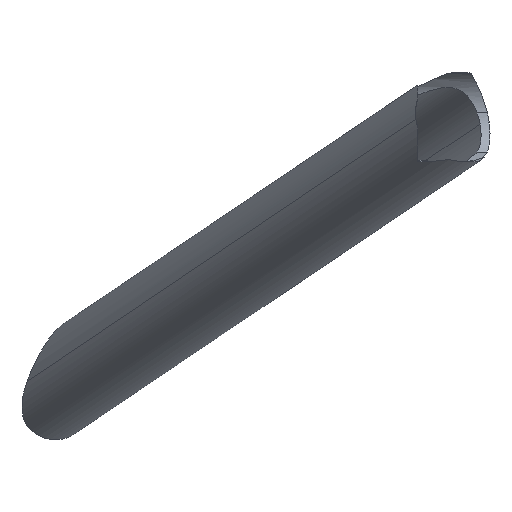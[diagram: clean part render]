
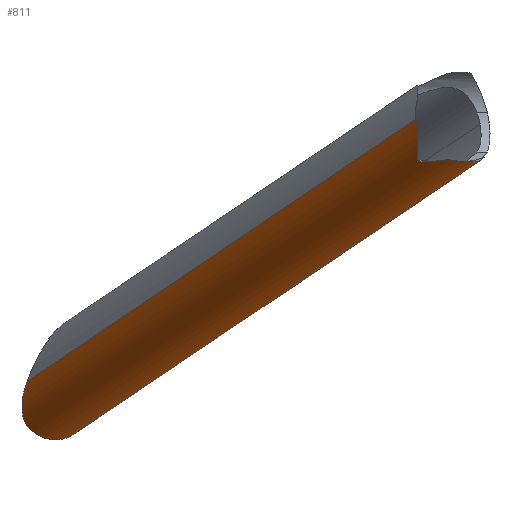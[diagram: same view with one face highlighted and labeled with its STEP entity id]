
A CAD part, left-side view. The second image highlights one B-rep face of the part: STEP entity #811.
In plain terms, the highlighted cylindrical face has radius 10 mm (diameter 20 mm), a partial arc.
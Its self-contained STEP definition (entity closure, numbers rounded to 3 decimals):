
#113=CARTESIAN_POINT('Vertex',(-1811.675,267.326,-121.677)) ;
#117=CARTESIAN_POINT('Control Point',(-1811.675,267.326,-121.677)) ;
#118=CARTESIAN_POINT('Control Point',(-1812.711,267.537,-122.88)) ;
#119=CARTESIAN_POINT('Control Point',(-1813.868,268.003,-123.934)) ;
#120=CARTESIAN_POINT('Control Point',(-1815.049,268.751,-124.809)) ;
#121=CARTESIAN_POINT('Control Point',(-1817.109,270.569,-125.971)) ;
#122=CARTESIAN_POINT('Control Point',(-1818.863,272.942,-126.252)) ;
#123=CARTESIAN_POINT('Control Point',(-1819.571,274.082,-126.185)) ;
#124=CARTESIAN_POINT('Control Point',(-1820.431,275.668,-125.807)) ;
#125=CARTESIAN_POINT('Control Point',(-1821.211,277.104,-125.011)) ;
#126=CARTESIAN_POINT('Control Point',(-1821.418,277.478,-124.763)) ;
#127=CARTESIAN_POINT('Control Point',(-1821.852,278.217,-124.176)) ;
#128=CARTESIAN_POINT('Control Point',(-1822.289,278.828,-123.459)) ;
#129=CARTESIAN_POINT('Control Point',(-1822.521,279.105,-123.052)) ;
#130=CARTESIAN_POINT('Control Point',(-1822.97,279.535,-122.236)) ;
#131=CARTESIAN_POINT('Control Point',(-1823.433,279.799,-121.361)) ;
#132=CARTESIAN_POINT('Control Point',(-1823.653,279.887,-120.942)) ;
#133=CARTESIAN_POINT('Control Point',(-1824.494,280.106,-119.333)) ;
#134=CARTESIAN_POINT('Control Point',(-1825.336,279.933,-117.697)) ;
#135=CARTESIAN_POINT('Control Point',(-1825.933,279.686,-116.514)) ;
#136=CARTESIAN_POINT('Control Point',(-1826.497,279.352,-115.334)) ;
#137=CARTESIAN_POINT('Control Point',(-1827.013,278.946,-114.159)) ;
#138=CARTESIAN_POINT('Vertex',(-1827.013,278.946,-114.159)) ;
#373=CARTESIAN_POINT('Control Point',(-1914.903,184.264,-60.976)) ;
#374=CARTESIAN_POINT('Control Point',(-1915.246,183.994,-62.815)) ;
#375=CARTESIAN_POINT('Control Point',(-1916.057,183.949,-64.604)) ;
#376=CARTESIAN_POINT('Control Point',(-1917.313,184.184,-66.093)) ;
#377=CARTESIAN_POINT('Control Point',(-1918.791,184.623,-67.186)) ;
#378=CARTESIAN_POINT('Vertex',(-1914.903,184.264,-60.976)) ;
#380=CARTESIAN_POINT('Vertex',(-1918.791,184.623,-67.186)) ;
#503=CARTESIAN_POINT('Vertex',(-1924.266,198.849,-69.132)) ;
#507=CARTESIAN_POINT('Control Point',(-1927.64,192.316,-68.711)) ;
#508=CARTESIAN_POINT('Control Point',(-1927.085,193.673,-68.88)) ;
#509=CARTESIAN_POINT('Control Point',(-1926.411,194.981,-69.039)) ;
#510=CARTESIAN_POINT('Control Point',(-1925.74,196.291,-69.128)) ;
#511=CARTESIAN_POINT('Control Point',(-1925.017,197.58,-69.167)) ;
#512=CARTESIAN_POINT('Control Point',(-1924.266,198.849,-69.132)) ;
#513=CARTESIAN_POINT('Vertex',(-1927.64,192.316,-68.711)) ;
#557=CARTESIAN_POINT('Vertex',(-1918.781,185.832,-68.463)) ;
#570=CARTESIAN_POINT('Vertex',(-1920.533,185.204,-68.218)) ;
#574=CARTESIAN_POINT('Control Point',(-1920.533,185.204,-68.218)) ;
#575=CARTESIAN_POINT('Control Point',(-1919.947,185.405,-68.304)) ;
#576=CARTESIAN_POINT('Control Point',(-1919.363,185.616,-68.387)) ;
#577=CARTESIAN_POINT('Control Point',(-1918.781,185.832,-68.463)) ;
#593=CARTESIAN_POINT('Control Point',(-1918.791,184.623,-67.186)) ;
#594=CARTESIAN_POINT('Control Point',(-1918.789,184.852,-67.453)) ;
#595=CARTESIAN_POINT('Control Point',(-1918.787,185.088,-67.714)) ;
#596=CARTESIAN_POINT('Control Point',(-1918.785,185.33,-67.97)) ;
#597=CARTESIAN_POINT('Control Point',(-1918.783,185.578,-68.219)) ;
#598=CARTESIAN_POINT('Control Point',(-1918.781,185.832,-68.463)) ;
#608=CARTESIAN_POINT('Control Point',(-1920.533,185.204,-68.218)) ;
#609=CARTESIAN_POINT('Control Point',(-1921.626,185.606,-68.724)) ;
#610=CARTESIAN_POINT('Control Point',(-1922.774,186.077,-69.054)) ;
#611=CARTESIAN_POINT('Control Point',(-1923.93,186.615,-69.211)) ;
#612=CARTESIAN_POINT('Control Point',(-1925.081,187.178,-69.196)) ;
#613=CARTESIAN_POINT('Control Point',(-1926.16,187.828,-69.041)) ;
#614=CARTESIAN_POINT('Vertex',(-1926.16,187.828,-69.041)) ;
#635=CARTESIAN_POINT('Control Point',(-1926.16,187.828,-69.041)) ;
#636=CARTESIAN_POINT('Control Point',(-1926.593,188.928,-69.211)) ;
#637=CARTESIAN_POINT('Control Point',(-1926.986,190.069,-69.221)) ;
#638=CARTESIAN_POINT('Control Point',(-1927.34,191.212,-69.054)) ;
#639=CARTESIAN_POINT('Control Point',(-1927.64,192.316,-68.711)) ;
#661=CARTESIAN_POINT('Control Point',(-1928.447,198.849,-62.245)) ;
#662=CARTESIAN_POINT('Control Point',(-1928.429,198.849,-62.315)) ;
#663=CARTESIAN_POINT('Control Point',(-1928.411,198.849,-62.385)) ;
#664=CARTESIAN_POINT('Control Point',(-1928.393,198.849,-62.454)) ;
#665=CARTESIAN_POINT('Control Point',(-1928.22,198.849,-63.074)) ;
#666=CARTESIAN_POINT('Control Point',(-1927.999,198.849,-63.679)) ;
#667=CARTESIAN_POINT('Control Point',(-1927.771,198.849,-64.205)) ;
#668=CARTESIAN_POINT('Control Point',(-1927.202,198.849,-65.348)) ;
#669=CARTESIAN_POINT('Control Point',(-1926.514,198.849,-66.425)) ;
#670=CARTESIAN_POINT('Control Point',(-1926.105,198.849,-67.)) ;
#671=CARTESIAN_POINT('Control Point',(-1925.496,198.849,-67.777)) ;
#672=CARTESIAN_POINT('Control Point',(-1924.844,198.849,-68.516)) ;
#673=CARTESIAN_POINT('Control Point',(-1924.655,198.849,-68.725)) ;
#674=CARTESIAN_POINT('Control Point',(-1924.462,198.849,-68.93)) ;
#675=CARTESIAN_POINT('Control Point',(-1924.266,198.849,-69.132)) ;
#676=CARTESIAN_POINT('Vertex',(-1928.447,198.849,-62.245)) ;
#703=CARTESIAN_POINT('Vertex',(-1928.205,199.246,-60.485)) ;
#707=CARTESIAN_POINT('Control Point',(-1928.447,198.849,-62.245)) ;
#708=CARTESIAN_POINT('Control Point',(-1928.386,199.035,-61.67)) ;
#709=CARTESIAN_POINT('Control Point',(-1928.305,199.168,-61.079)) ;
#710=CARTESIAN_POINT('Control Point',(-1928.205,199.246,-60.485)) ;
#758=CARTESIAN_POINT('Vertex',(-1809.106,267.591,-117.093)) ;
#761=CARTESIAN_POINT('Line Origine',(-1873.368,242.436,-89.571)) ;
#766=CARTESIAN_POINT('Line Origine',(-1860.993,226.725,-89.571)) ;
#785=CARTESIAN_POINT('Axis2P3D Location',(-1867.18,234.58,-89.571)) ;
#791=CARTESIAN_POINT('Control Point',(-1809.106,267.591,-117.093)) ;
#792=CARTESIAN_POINT('Control Point',(-1809.42,267.344,-118.365)) ;
#793=CARTESIAN_POINT('Control Point',(-1810.039,267.159,-119.57)) ;
#794=CARTESIAN_POINT('Control Point',(-1810.812,267.15,-120.677)) ;
#795=CARTESIAN_POINT('Control Point',(-1811.675,267.326,-121.677)) ;
#762=DIRECTION('Vector Direction',(0.725,0.571,-0.385)) ;
#767=DIRECTION('Vector Direction',(0.725,0.571,-0.385)) ;
#786=DIRECTION('Axis2P3D Direction',(0.725,0.571,-0.385)) ;
#787=DIRECTION('Axis2P3D XDirection',(0.619,-0.786,0.)) ;
#788=AXIS2_PLACEMENT_3D('Cylinder Axis2P3D',#785,#786,#787) ;
#798=ORIENTED_EDGE('',*,*,#140,.F.) ;
#799=ORIENTED_EDGE('',*,*,#796,.F.) ;
#800=ORIENTED_EDGE('',*,*,#770,.T.) ;
#801=ORIENTED_EDGE('',*,*,#382,.T.) ;
#802=ORIENTED_EDGE('',*,*,#599,.T.) ;
#803=ORIENTED_EDGE('',*,*,#578,.F.) ;
#804=ORIENTED_EDGE('',*,*,#616,.T.) ;
#805=ORIENTED_EDGE('',*,*,#640,.T.) ;
#806=ORIENTED_EDGE('',*,*,#515,.T.) ;
#807=ORIENTED_EDGE('',*,*,#678,.F.) ;
#808=ORIENTED_EDGE('',*,*,#711,.T.) ;
#809=ORIENTED_EDGE('',*,*,#765,.F.) ;
#763=VECTOR('Line Direction',#762,1.) ;
#768=VECTOR('Line Direction',#767,1.) ;
#811=ADVANCED_FACE('Corps principal',(#810),#789,.T.) ;
#116=B_SPLINE_CURVE_WITH_KNOTS('',5,(#117,#118,#119,#120,#121,#122,#123,#124,#125,#126,#127,#128,#129,#130,#131,#132,#133,#134,#135,#136,#137),.UNSPECIFIED.,.F.,.U.,(6,3,3,3,3,3,6),(0.,11.326,20.67,24.15,27.985,31.373,40.894),.UNSPECIFIED.) ;
#372=B_SPLINE_CURVE_WITH_KNOTS('',4,(#373,#374,#375,#376,#377),.UNSPECIFIED.,.F.,.U.,(5,5),(0.,10.688),.UNSPECIFIED.) ;
#506=B_SPLINE_CURVE_WITH_KNOTS('',5,(#507,#508,#509,#510,#511,#512),.UNSPECIFIED.,.F.,.U.,(6,6),(30.496,40.929),.UNSPECIFIED.) ;
#573=B_SPLINE_CURVE_WITH_KNOTS('',3,(#574,#575,#576,#577),.UNSPECIFIED.,.F.,.U.,(4,4),(4.671,7.326),.UNSPECIFIED.) ;
#592=B_SPLINE_CURVE_WITH_KNOTS('',5,(#593,#594,#595,#596,#597,#598),.UNSPECIFIED.,.F.,.U.,(6,6),(7.784,10.273),.UNSPECIFIED.) ;
#607=B_SPLINE_CURVE_WITH_KNOTS('',5,(#608,#609,#610,#611,#612,#613),.UNSPECIFIED.,.F.,.U.,(6,6),(13.673,22.648),.UNSPECIFIED.) ;
#634=B_SPLINE_CURVE_WITH_KNOTS('',4,(#635,#636,#637,#638,#639),.UNSPECIFIED.,.F.,.U.,(5,5),(2.858,9.613),.UNSPECIFIED.) ;
#660=B_SPLINE_CURVE_WITH_KNOTS('',5,(#661,#662,#663,#664,#665,#666,#667,#668,#669,#670,#671,#672,#673,#674,#675),.UNSPECIFIED.,.F.,.U.,(6,3,3,3,6),(2.898,3.407,7.446,12.428,14.418),.UNSPECIFIED.) ;
#706=B_SPLINE_CURVE_WITH_KNOTS('',3,(#707,#708,#709,#710),.UNSPECIFIED.,.F.,.U.,(4,4),(23.247,25.826),.UNSPECIFIED.) ;
#790=B_SPLINE_CURVE_WITH_KNOTS('',4,(#791,#792,#793,#794,#795),.UNSPECIFIED.,.F.,.U.,(5,5),(0.,7.54),.UNSPECIFIED.) ;
#789=CYLINDRICAL_SURFACE('generated cylinder',#788,10.) ;
#140=EDGE_CURVE('',#114,#139,#116,.T.) ;
#382=EDGE_CURVE('',#379,#381,#372,.T.) ;
#515=EDGE_CURVE('',#514,#504,#506,.T.) ;
#578=EDGE_CURVE('',#571,#558,#573,.T.) ;
#599=EDGE_CURVE('',#381,#558,#592,.T.) ;
#616=EDGE_CURVE('',#571,#615,#607,.T.) ;
#640=EDGE_CURVE('',#615,#514,#634,.T.) ;
#678=EDGE_CURVE('',#677,#504,#660,.T.) ;
#711=EDGE_CURVE('',#677,#704,#706,.T.) ;
#765=EDGE_CURVE('',#139,#704,#764,.F.) ;
#770=EDGE_CURVE('',#759,#379,#769,.F.) ;
#796=EDGE_CURVE('',#759,#114,#790,.T.) ;
#797=EDGE_LOOP('',(#798,#799,#800,#801,#802,#803,#804,#805,#806,#807,#808,#809)) ;
#810=FACE_OUTER_BOUND('',#797,.T.) ;
#764=LINE('Line',#761,#763) ;
#769=LINE('Line',#766,#768) ;
#114=VERTEX_POINT('',#113) ;
#139=VERTEX_POINT('',#138) ;
#379=VERTEX_POINT('',#378) ;
#381=VERTEX_POINT('',#380) ;
#504=VERTEX_POINT('',#503) ;
#514=VERTEX_POINT('',#513) ;
#558=VERTEX_POINT('',#557) ;
#571=VERTEX_POINT('',#570) ;
#615=VERTEX_POINT('',#614) ;
#677=VERTEX_POINT('',#676) ;
#704=VERTEX_POINT('',#703) ;
#759=VERTEX_POINT('',#758) ;
